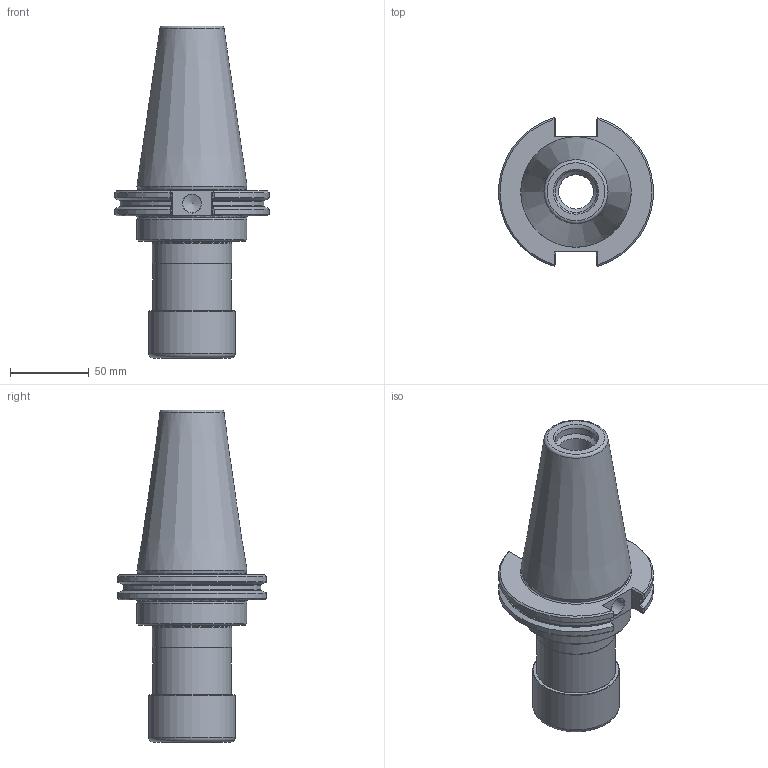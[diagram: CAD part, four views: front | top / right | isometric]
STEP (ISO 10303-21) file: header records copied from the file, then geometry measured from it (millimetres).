
FILE_DESCRIPTION(/* description */ (''),/* implementation_level */ '2;1');
FILE_NAME(/* name */ '535073251.stp',/* time_stamp */ '2022-03-22T15:39:45',/* author */ ('LRA'),/* organization */ ('REGO-FIX'),/* preprocessor_version */ ' Unknown',/* originating_system */ 'SIEMENS PLM Software Solid Edge ST10',/* authorization */ 'Unknown');
FILE_SCHEMA (('AUTOMOTIVE_DESIGN { 1 0 10303 214 2 1 1}'));
Length unit declared in the file: millimetre
Products named in the file (1): NOCUT
Bounding box: 98.08 x 94.39 x 210.82 mm (x, y, z)
Volume: 458008.6 mm3; surface area: 75216.3 mm2
Topology: 1 solids, 1 shells, 123 faces, 306 edges, 194 vertices
Faces by surface type: plane 40, cylinder 33, cone 27, torus 15, bspline 8
Full cylindrical faces by diameter (mm): 11.7 x1, 21.963 x1, 26.4 x1, 33 x1, 38.25 x1, 42 x1, 48.376 x1, 50 x1, 50.05 x1, 50.5 x1, 51 x1, 55 x1, 69.85 x1
Entity records: 4370 total; most frequent: CARTESIAN_POINT 805, DIRECTION 561, ORIENTED_EDGE 502, EDGE_CURVE 251, AXIS2_PLACEMENT_3D 240, VERTEX_POINT 183, FACE_BOUND 178, EDGE_LOOP 177
